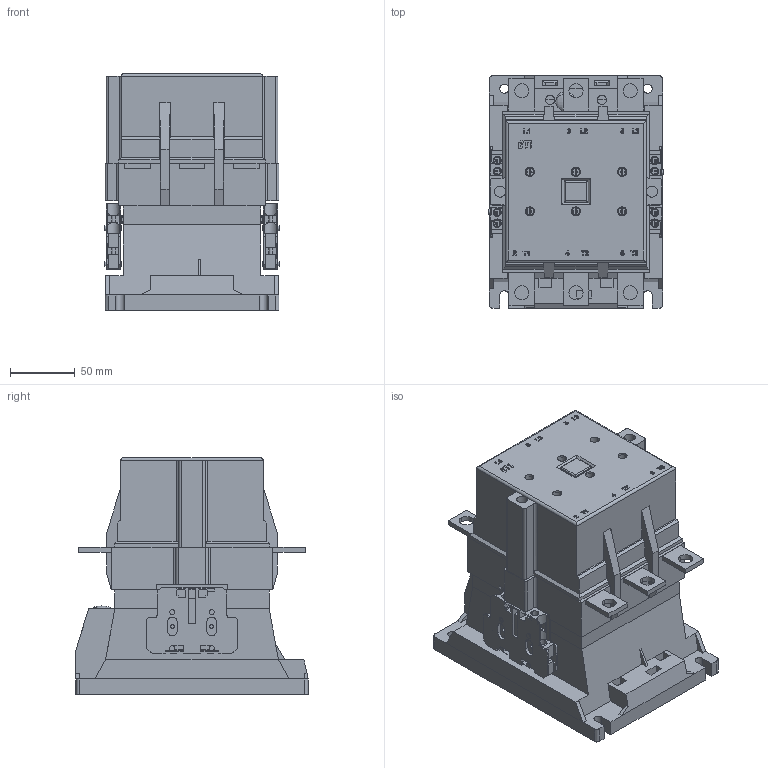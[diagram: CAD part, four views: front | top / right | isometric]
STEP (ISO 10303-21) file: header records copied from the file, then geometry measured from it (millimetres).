
FILE_DESCRIPTION((''),'2;1');
FILE_NAME('11CES_170_22_ASM','2021-06-08T',('marketing.praksa'),('Audax d.o.o.'),'CREO PARAMETRIC BY PTC INC, 2017480','CREO PARAMETRIC BY PTC INC, 2017480','');
FILE_SCHEMA(('AUTOMOTIVE_DESIGN { 1 0 10303 214 1 1 1 1 }'));
Products named in the file (13): BREP_4_1_2_3_4_5_1_1; SCREW3_1_1; BREP_5_1_2_1_1; SCREW3_1_1_1; BREP_4_1_2_3_4_5_6; CONTAC; PRT9574; NUM; PRT9575; PRT0005E; DARKNESS; SCREW4; 11CES_170_22_ASM
Assembly tree (23 placements, depth 2):
  11CES_170_22_ASM
    BREP_4_1_2_3_4_5_1_1
    SCREW3_1_1  x4
    BREP_5_1_2_1_1
    SCREW3_1_1_1  x4
    BREP_4_1_2_3_4_5_6
    CONTAC
    PRT9574
    NUM
    PRT9575
    PRT0005E
    DARKNESS
    SCREW4  x6
Bounding box: 134.77 x 180 x 183.5 mm (x, y, z)
Volume: 2804670.4 mm3; surface area: 218166.3 mm2
Topology: 46 solids, 46 shells, 1896 faces, 4830 edges, 3102 vertices
Faces by surface type: plane 1394, cylinder 334, extrusion 110, torus 28, cone 28, bspline 2
Entity records: 79979 total; most frequent: CARTESIAN_POINT 14659, ORIENTED_EDGE 8428, DIRECTION 7779, PRESENTATION_STYLE_ASSIGNMENT 5991, STYLED_ITEM 5991, CURVE_STYLE 4324, EDGE_CURVE 4214, VECTOR 3415
